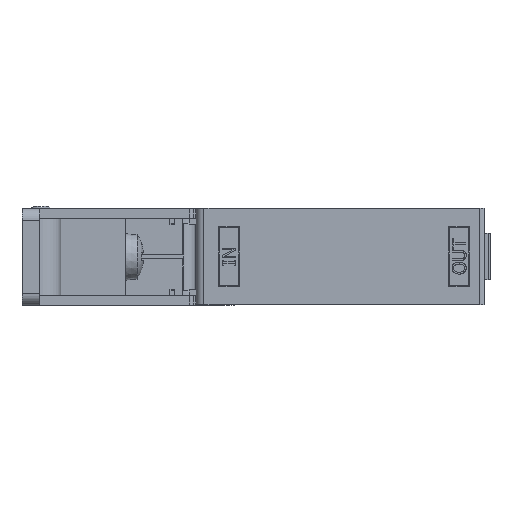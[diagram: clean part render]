
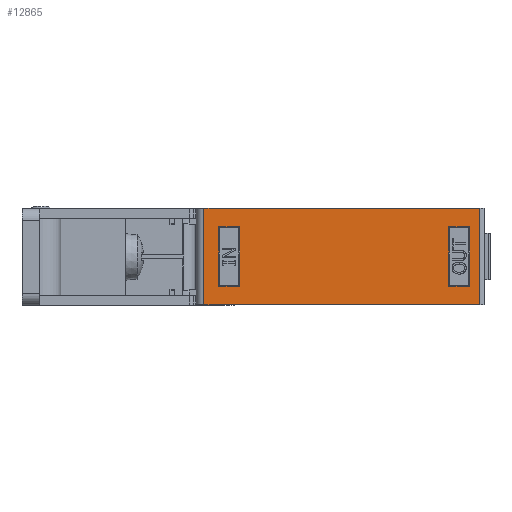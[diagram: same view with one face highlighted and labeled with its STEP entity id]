
A CAD part, front view. The second image highlights one B-rep face of the part: STEP entity #12865.
In plain terms, the highlighted face is planar.
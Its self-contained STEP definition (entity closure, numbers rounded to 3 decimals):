
#594=FACE_BOUND('',#2406,.T.);
#595=FACE_BOUND('',#2407,.T.);
#957=PLANE('',#13897);
#1654=FACE_OUTER_BOUND('',#2405,.T.);
#2405=EDGE_LOOP('',(#11722,#11723,#11724,#11725));
#2406=EDGE_LOOP('',(#11726,#11727,#11728,#11729));
#2407=EDGE_LOOP('',(#11730,#11731,#11732,#11733));
#3848=LINE('',#22171,#5046);
#3852=LINE('',#22179,#5050);
#3855=LINE('',#22185,#5053);
#3858=LINE('',#22190,#5056);
#3872=LINE('',#22220,#5070);
#3876=LINE('',#22228,#5074);
#3879=LINE('',#22234,#5077);
#3882=LINE('',#22239,#5080);
#3938=LINE('',#22355,#5136);
#3939=LINE('',#22357,#5137);
#3940=LINE('',#22359,#5138);
#3941=LINE('',#22360,#5139);
#5046=VECTOR('',#16657,10.);
#5050=VECTOR('',#16663,10.);
#5053=VECTOR('',#16668,10.);
#5056=VECTOR('',#16673,10.);
#5070=VECTOR('',#16699,10.);
#5074=VECTOR('',#16705,10.);
#5077=VECTOR('',#16710,10.);
#5080=VECTOR('',#16715,10.);
#5136=VECTOR('',#16815,3.);
#5137=VECTOR('',#16816,10.);
#5138=VECTOR('',#16817,10.);
#5139=VECTOR('',#16818,10.);
#6321=VERTEX_POINT('',#22169);
#6322=VERTEX_POINT('',#22170);
#6325=VERTEX_POINT('',#22178);
#6327=VERTEX_POINT('',#22184);
#6337=VERTEX_POINT('',#22218);
#6338=VERTEX_POINT('',#22219);
#6341=VERTEX_POINT('',#22227);
#6343=VERTEX_POINT('',#22233);
#6381=VERTEX_POINT('',#22353);
#6382=VERTEX_POINT('',#22354);
#6383=VERTEX_POINT('',#22356);
#6384=VERTEX_POINT('',#22358);
#8112=EDGE_CURVE('',#6321,#6322,#3848,.T.);
#8116=EDGE_CURVE('',#6322,#6325,#3852,.T.);
#8119=EDGE_CURVE('',#6325,#6327,#3855,.T.);
#8122=EDGE_CURVE('',#6327,#6321,#3858,.T.);
#8136=EDGE_CURVE('',#6337,#6338,#3872,.T.);
#8140=EDGE_CURVE('',#6338,#6341,#3876,.T.);
#8143=EDGE_CURVE('',#6341,#6343,#3879,.T.);
#8146=EDGE_CURVE('',#6343,#6337,#3882,.T.);
#8202=EDGE_CURVE('',#6381,#6382,#3938,.T.);
#8203=EDGE_CURVE('',#6383,#6381,#3939,.T.);
#8204=EDGE_CURVE('',#6384,#6383,#3940,.T.);
#8205=EDGE_CURVE('',#6382,#6384,#3941,.T.);
#11722=ORIENTED_EDGE('',*,*,#8202,.F.);
#11723=ORIENTED_EDGE('',*,*,#8203,.F.);
#11724=ORIENTED_EDGE('',*,*,#8204,.F.);
#11725=ORIENTED_EDGE('',*,*,#8205,.F.);
#11726=ORIENTED_EDGE('',*,*,#8136,.T.);
#11727=ORIENTED_EDGE('',*,*,#8140,.T.);
#11728=ORIENTED_EDGE('',*,*,#8143,.T.);
#11729=ORIENTED_EDGE('',*,*,#8146,.T.);
#11730=ORIENTED_EDGE('',*,*,#8112,.T.);
#11731=ORIENTED_EDGE('',*,*,#8116,.T.);
#11732=ORIENTED_EDGE('',*,*,#8119,.T.);
#11733=ORIENTED_EDGE('',*,*,#8122,.T.);
#12865=ADVANCED_FACE('',(#1654,#594,#595),#957,.T.);
#13897=AXIS2_PLACEMENT_3D('',#22352,#16813,#16814);
#16657=DIRECTION('',(0.,0.,-1.));
#16663=DIRECTION('',(0.,1.,0.));
#16668=DIRECTION('',(0.,0.,1.));
#16673=DIRECTION('',(0.,-1.,0.));
#16699=DIRECTION('',(0.,0.,-1.));
#16705=DIRECTION('',(0.,1.,0.));
#16710=DIRECTION('',(0.,0.,1.));
#16715=DIRECTION('',(0.,-1.,0.));
#16813=DIRECTION('center_axis',(-1.,0.,0.));
#16814=DIRECTION('ref_axis',(0.,0.,-1.));
#16815=DIRECTION('',(0.,-1.,0.));
#16816=DIRECTION('',(0.,0.,1.));
#16817=DIRECTION('',(0.,1.,0.));
#16818=DIRECTION('',(0.,0.,-1.));
#22169=CARTESIAN_POINT('',(-2.5,-20.2,68.74));
#22170=CARTESIAN_POINT('',(-2.5,-20.2,63.34));
#22171=CARTESIAN_POINT('',(-2.5,-20.2,67.94));
#22178=CARTESIAN_POINT('',(-2.5,-4.8,63.34));
#22179=CARTESIAN_POINT('',(-2.5,-2.4,63.34));
#22184=CARTESIAN_POINT('',(-2.5,-4.8,68.74));
#22185=CARTESIAN_POINT('',(-2.5,-4.8,70.64));
#22190=CARTESIAN_POINT('',(-2.5,-10.1,68.74));
#22218=CARTESIAN_POINT('',(-2.5,-20.2,9.2));
#22219=CARTESIAN_POINT('',(-2.5,-20.2,3.8));
#22220=CARTESIAN_POINT('',(-2.5,-20.2,38.17));
#22227=CARTESIAN_POINT('',(-2.5,-4.8,3.8));
#22228=CARTESIAN_POINT('',(-2.5,-2.4,3.8));
#22233=CARTESIAN_POINT('',(-2.5,-4.8,9.2));
#22234=CARTESIAN_POINT('',(-2.5,-4.8,40.87));
#22239=CARTESIAN_POINT('',(-2.5,-10.1,9.2));
#22352=CARTESIAN_POINT('Origin',(-2.5,0.,72.54));
#22353=CARTESIAN_POINT('',(-2.5,0.,71.412));
#22354=CARTESIAN_POINT('',(-2.5,-25.,71.412));
#22355=CARTESIAN_POINT('',(-2.5,-3.25,71.412));
#22356=CARTESIAN_POINT('',(-2.5,0.,0.));
#22357=CARTESIAN_POINT('',(-2.5,0.,-2.));
#22358=CARTESIAN_POINT('',(-2.5,-25.,0.));
#22359=CARTESIAN_POINT('',(-2.5,0.,0.));
#22360=CARTESIAN_POINT('',(-2.5,-25.,-2.));
